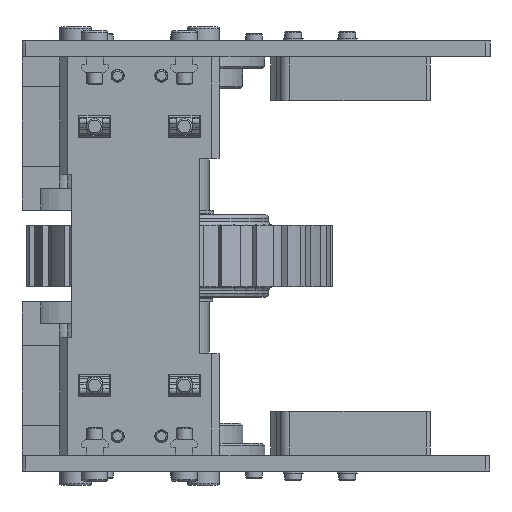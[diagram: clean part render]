
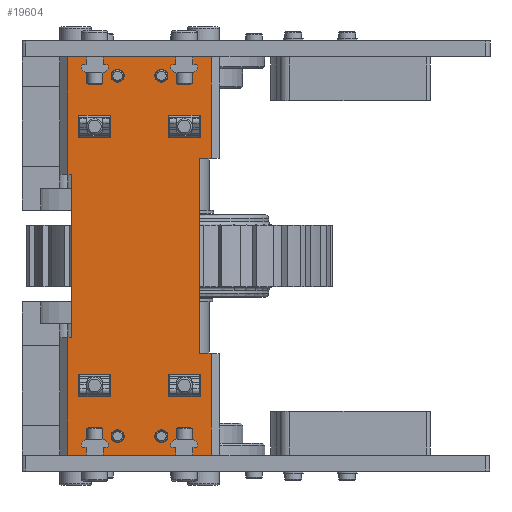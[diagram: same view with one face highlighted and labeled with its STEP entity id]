
A CAD part, left-side view. The second image highlights one B-rep face of the part: STEP entity #19604.
In plain terms, the highlighted face is planar.
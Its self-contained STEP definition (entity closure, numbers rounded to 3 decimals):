
#918=FACE_BOUND('',#3606,.T.);
#919=FACE_BOUND('',#3607,.T.);
#920=FACE_BOUND('',#3608,.T.);
#921=FACE_BOUND('',#3609,.T.);
#922=FACE_BOUND('',#3610,.T.);
#923=FACE_BOUND('',#3611,.T.);
#924=FACE_BOUND('',#3612,.T.);
#925=FACE_BOUND('',#3613,.T.);
#1462=PLANE('',#21766);
#2360=FACE_OUTER_BOUND('',#3605,.T.);
#3605=EDGE_LOOP('',(#16999,#17000,#17001,#17002,#17003,#17004,#17005,#17006,
#17007,#17008,#17009,#17010));
#3606=EDGE_LOOP('',(#17011));
#3607=EDGE_LOOP('',(#17012));
#3608=EDGE_LOOP('',(#17013));
#3609=EDGE_LOOP('',(#17014));
#3610=EDGE_LOOP('',(#17015));
#3611=EDGE_LOOP('',(#17016));
#3612=EDGE_LOOP('',(#17017));
#3613=EDGE_LOOP('',(#17018));
#5353=LINE('',#32434,#7199);
#5359=LINE('',#32447,#7205);
#5363=LINE('',#32453,#7209);
#5367=LINE('',#32462,#7213);
#5369=LINE('',#32466,#7215);
#5370=LINE('',#32468,#7216);
#5371=LINE('',#32470,#7217);
#5372=LINE('',#32472,#7218);
#5373=LINE('',#32474,#7219);
#5374=LINE('',#32476,#7220);
#5375=LINE('',#32478,#7221);
#5376=LINE('',#32479,#7222);
#7199=VECTOR('',#26401,10.);
#7205=VECTOR('',#26409,10.);
#7209=VECTOR('',#26415,10.);
#7213=VECTOR('',#26423,10.);
#7215=VECTOR('',#26427,10.);
#7216=VECTOR('',#26428,10.);
#7217=VECTOR('',#26429,10.);
#7218=VECTOR('',#26430,10.);
#7219=VECTOR('',#26431,10.);
#7220=VECTOR('',#26432,10.);
#7221=VECTOR('',#26433,10.);
#7222=VECTOR('',#26434,10.);
#8216=CIRCLE('',#21767,3.3);
#8217=CIRCLE('',#21768,3.3);
#8218=CIRCLE('',#21769,3.3);
#8219=CIRCLE('',#21770,3.3);
#8220=CIRCLE('',#21771,4.5);
#8221=CIRCLE('',#21772,4.5);
#8222=CIRCLE('',#21773,4.5);
#8223=CIRCLE('',#21774,4.5);
#9811=VERTEX_POINT('',#32431);
#9812=VERTEX_POINT('',#32433);
#9817=VERTEX_POINT('',#32444);
#9818=VERTEX_POINT('',#32446);
#9822=VERTEX_POINT('',#32461);
#9823=VERTEX_POINT('',#32465);
#9824=VERTEX_POINT('',#32467);
#9825=VERTEX_POINT('',#32469);
#9826=VERTEX_POINT('',#32471);
#9827=VERTEX_POINT('',#32473);
#9828=VERTEX_POINT('',#32475);
#9829=VERTEX_POINT('',#32477);
#9830=VERTEX_POINT('',#32480);
#9831=VERTEX_POINT('',#32482);
#9832=VERTEX_POINT('',#32484);
#9833=VERTEX_POINT('',#32486);
#9834=VERTEX_POINT('',#32488);
#9835=VERTEX_POINT('',#32490);
#9836=VERTEX_POINT('',#32492);
#9837=VERTEX_POINT('',#32494);
#12292=EDGE_CURVE('',#9812,#9811,#5353,.T.);
#12298=EDGE_CURVE('',#9818,#9817,#5359,.T.);
#12302=EDGE_CURVE('',#9817,#9812,#5363,.T.);
#12306=EDGE_CURVE('',#9818,#9822,#5367,.T.);
#12308=EDGE_CURVE('',#9823,#9811,#5369,.T.);
#12309=EDGE_CURVE('',#9823,#9824,#5370,.T.);
#12310=EDGE_CURVE('',#9825,#9824,#5371,.T.);
#12311=EDGE_CURVE('',#9825,#9826,#5372,.T.);
#12312=EDGE_CURVE('',#9826,#9827,#5373,.T.);
#12313=EDGE_CURVE('',#9827,#9828,#5374,.T.);
#12314=EDGE_CURVE('',#9829,#9828,#5375,.T.);
#12315=EDGE_CURVE('',#9829,#9822,#5376,.T.);
#12316=EDGE_CURVE('',#9830,#9830,#8216,.T.);
#12317=EDGE_CURVE('',#9831,#9831,#8217,.T.);
#12318=EDGE_CURVE('',#9832,#9832,#8218,.T.);
#12319=EDGE_CURVE('',#9833,#9833,#8219,.T.);
#12320=EDGE_CURVE('',#9834,#9834,#8220,.T.);
#12321=EDGE_CURVE('',#9835,#9835,#8221,.T.);
#12322=EDGE_CURVE('',#9836,#9836,#8222,.T.);
#12323=EDGE_CURVE('',#9837,#9837,#8223,.T.);
#16999=ORIENTED_EDGE('',*,*,#12298,.T.);
#17000=ORIENTED_EDGE('',*,*,#12302,.T.);
#17001=ORIENTED_EDGE('',*,*,#12292,.T.);
#17002=ORIENTED_EDGE('',*,*,#12308,.F.);
#17003=ORIENTED_EDGE('',*,*,#12309,.T.);
#17004=ORIENTED_EDGE('',*,*,#12310,.F.);
#17005=ORIENTED_EDGE('',*,*,#12311,.T.);
#17006=ORIENTED_EDGE('',*,*,#12312,.T.);
#17007=ORIENTED_EDGE('',*,*,#12313,.T.);
#17008=ORIENTED_EDGE('',*,*,#12314,.F.);
#17009=ORIENTED_EDGE('',*,*,#12315,.T.);
#17010=ORIENTED_EDGE('',*,*,#12306,.F.);
#17011=ORIENTED_EDGE('',*,*,#12316,.T.);
#17012=ORIENTED_EDGE('',*,*,#12317,.T.);
#17013=ORIENTED_EDGE('',*,*,#12318,.T.);
#17014=ORIENTED_EDGE('',*,*,#12319,.T.);
#17015=ORIENTED_EDGE('',*,*,#12320,.T.);
#17016=ORIENTED_EDGE('',*,*,#12321,.T.);
#17017=ORIENTED_EDGE('',*,*,#12322,.T.);
#17018=ORIENTED_EDGE('',*,*,#12323,.T.);
#19604=ADVANCED_FACE('',(#2360,#918,#919,#920,#921,#922,#923,#924,#925),
#1462,.T.);
#21766=AXIS2_PLACEMENT_3D('',#32464,#26425,#26426);
#21767=AXIS2_PLACEMENT_3D('',#32481,#26435,#26436);
#21768=AXIS2_PLACEMENT_3D('',#32483,#26437,#26438);
#21769=AXIS2_PLACEMENT_3D('',#32485,#26439,#26440);
#21770=AXIS2_PLACEMENT_3D('',#32487,#26441,#26442);
#21771=AXIS2_PLACEMENT_3D('',#32489,#26443,#26444);
#21772=AXIS2_PLACEMENT_3D('',#32491,#26445,#26446);
#21773=AXIS2_PLACEMENT_3D('',#32493,#26447,#26448);
#21774=AXIS2_PLACEMENT_3D('',#32495,#26449,#26450);
#26401=DIRECTION('',(0.,-1.,0.));
#26409=DIRECTION('',(0.,1.,0.));
#26415=DIRECTION('',(-1.,0.,0.));
#26423=DIRECTION('',(1.,0.,0.));
#26425=DIRECTION('center_axis',(0.,0.,-1.));
#26426=DIRECTION('ref_axis',(-1.,0.,0.));
#26427=DIRECTION('',(1.,0.,0.));
#26428=DIRECTION('',(0.,1.,0.));
#26429=DIRECTION('',(-1.,0.,0.));
#26430=DIRECTION('',(0.,-1.,0.));
#26431=DIRECTION('',(1.,0.,0.));
#26432=DIRECTION('',(0.,1.,0.));
#26433=DIRECTION('',(-1.,0.,0.));
#26434=DIRECTION('',(0.,-1.,0.));
#26435=DIRECTION('center_axis',(0.,0.,1.));
#26436=DIRECTION('ref_axis',(1.,0.,0.));
#26437=DIRECTION('center_axis',(0.,0.,1.));
#26438=DIRECTION('ref_axis',(1.,0.,0.));
#26439=DIRECTION('center_axis',(0.,0.,1.));
#26440=DIRECTION('ref_axis',(1.,0.,0.));
#26441=DIRECTION('center_axis',(0.,0.,1.));
#26442=DIRECTION('ref_axis',(1.,0.,0.));
#26443=DIRECTION('center_axis',(0.,0.,1.));
#26444=DIRECTION('ref_axis',(1.,0.,0.));
#26445=DIRECTION('center_axis',(0.,0.,1.));
#26446=DIRECTION('ref_axis',(1.,0.,0.));
#26447=DIRECTION('center_axis',(0.,0.,1.));
#26448=DIRECTION('ref_axis',(1.,0.,0.));
#26449=DIRECTION('center_axis',(0.,0.,1.));
#26450=DIRECTION('ref_axis',(1.,0.,0.));
#32431=CARTESIAN_POINT('',(-49.,-36.,-10.));
#32433=CARTESIAN_POINT('',(-49.,-30.,-10.));
#32434=CARTESIAN_POINT('',(-49.,-20.,-10.));
#32444=CARTESIAN_POINT('',(49.,-30.,-10.));
#32446=CARTESIAN_POINT('',(49.,-36.,-10.));
#32447=CARTESIAN_POINT('',(49.,-20.,-10.));
#32453=CARTESIAN_POINT('',(0.,-30.,-10.));
#32461=CARTESIAN_POINT('',(100.,-36.,-10.));
#32462=CARTESIAN_POINT('',(-50.,-36.,-10.));
#32464=CARTESIAN_POINT('Origin',(0.,0.,-10.));
#32465=CARTESIAN_POINT('',(-100.,-36.,-10.));
#32466=CARTESIAN_POINT('',(-50.,-36.,-10.));
#32467=CARTESIAN_POINT('',(-100.,36.,-10.));
#32468=CARTESIAN_POINT('',(-100.,-40.,-10.));
#32469=CARTESIAN_POINT('',(-41.,36.,-10.));
#32470=CARTESIAN_POINT('',(50.,36.,-10.));
#32471=CARTESIAN_POINT('',(-41.,34.,-10.));
#32472=CARTESIAN_POINT('',(-41.,17.,-10.));
#32473=CARTESIAN_POINT('',(41.,34.,-10.));
#32474=CARTESIAN_POINT('',(20.5,34.,-10.));
#32475=CARTESIAN_POINT('',(41.,36.,-10.));
#32476=CARTESIAN_POINT('',(41.,20.,-10.));
#32477=CARTESIAN_POINT('',(100.,36.,-10.));
#32478=CARTESIAN_POINT('',(50.,36.,-10.));
#32479=CARTESIAN_POINT('',(100.,40.,-10.));
#32480=CARTESIAN_POINT('',(87.2,11.,-10.));
#32481=CARTESIAN_POINT('Origin',(90.5,11.,-10.));
#32482=CARTESIAN_POINT('',(-93.8,-11.,-10.));
#32483=CARTESIAN_POINT('Origin',(-90.5,-11.,-10.));
#32484=CARTESIAN_POINT('',(-93.8,11.,-10.));
#32485=CARTESIAN_POINT('Origin',(-90.5,11.,-10.));
#32486=CARTESIAN_POINT('',(87.2,-11.,-10.));
#32487=CARTESIAN_POINT('Origin',(90.5,-11.,-10.));
#32488=CARTESIAN_POINT('',(60.5,22.5,-10.));
#32489=CARTESIAN_POINT('Origin',(65.,22.5,-10.));
#32490=CARTESIAN_POINT('',(-69.5,-22.5,-10.));
#32491=CARTESIAN_POINT('Origin',(-65.,-22.5,-10.));
#32492=CARTESIAN_POINT('',(-69.5,22.5,-10.));
#32493=CARTESIAN_POINT('Origin',(-65.,22.5,-10.));
#32494=CARTESIAN_POINT('',(60.5,-22.5,-10.));
#32495=CARTESIAN_POINT('Origin',(65.,-22.5,-10.));
